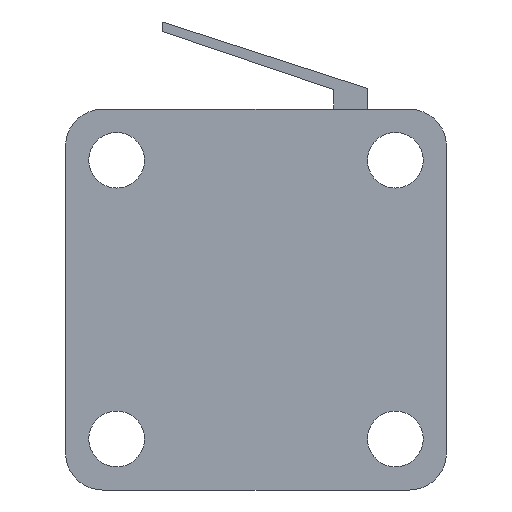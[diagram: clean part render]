
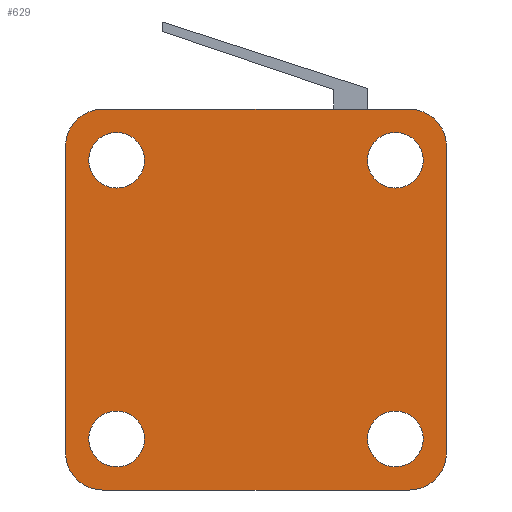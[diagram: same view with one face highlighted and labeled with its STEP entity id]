
A CAD part, front view. The second image highlights one B-rep face of the part: STEP entity #629.
In plain terms, the highlighted planar face has unit normal (0, -1, 0).
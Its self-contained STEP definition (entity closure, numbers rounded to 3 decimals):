
#5 = DIRECTION ( 'NONE',  ( 0., 0., -1. ) ) ;
#21 = AXIS2_PLACEMENT_3D ( 'NONE', #273, #669, #745 ) ;
#26 = ORIENTED_EDGE ( 'NONE', *, *, #536, .F. ) ;
#38 = CARTESIAN_POINT ( 'NONE',  ( 0., 0., 0. ) ) ;
#40 = CIRCLE ( 'NONE', #585, 1.5 ) ;
#43 = VERTEX_POINT ( 'NONE', #96 ) ;
#51 = VECTOR ( 'NONE', #495, 1000. ) ;
#56 = DIRECTION ( 'NONE',  ( 0., 0., -1. ) ) ;
#57 = CARTESIAN_POINT ( 'NONE',  ( 2.75, 0., -2.75 ) ) ;
#62 = EDGE_CURVE ( 'NONE', #662, #740, #339, .T. ) ;
#75 = DIRECTION ( 'NONE',  ( 0., 0., -1. ) ) ;
#81 = EDGE_LOOP ( 'NONE', ( #222, #996 ) ) ;
#89 = AXIS2_PLACEMENT_3D ( 'NONE', #914, #132, #216 ) ;
#96 = CARTESIAN_POINT ( 'NONE',  ( 17.75, 0., -4.25 ) ) ;
#108 = VECTOR ( 'NONE', #230, 1000. ) ;
#111 = CARTESIAN_POINT ( 'NONE',  ( 17.75, 0., -2.75 ) ) ;
#114 = CARTESIAN_POINT ( 'NONE',  ( 20.5, 0., 0. ) ) ;
#115 = CARTESIAN_POINT ( 'NONE',  ( 2., 0., 0. ) ) ;
#116 = AXIS2_PLACEMENT_3D ( 'NONE', #283, #360, #133 ) ;
#118 = DIRECTION ( 'NONE',  ( 1., 0., 0. ) ) ;
#121 = ORIENTED_EDGE ( 'NONE', *, *, #516, .T. ) ;
#128 = AXIS2_PLACEMENT_3D ( 'NONE', #294, #790, #5 ) ;
#131 = CARTESIAN_POINT ( 'NONE',  ( 18.5, 0., -2. ) ) ;
#132 = DIRECTION ( 'NONE',  ( 0., 1., 0. ) ) ;
#133 = DIRECTION ( 'NONE',  ( 0., 0., -1. ) ) ;
#138 = EDGE_CURVE ( 'NONE', #202, #249, #500, .T. ) ;
#140 = DIRECTION ( 'NONE',  ( 0., -1., 0. ) ) ;
#144 = AXIS2_PLACEMENT_3D ( 'NONE', #732, #322, #493 ) ;
#160 = ORIENTED_EDGE ( 'NONE', *, *, #762, .T. ) ;
#161 = CIRCLE ( 'NONE', #763, 2. ) ;
#187 = VERTEX_POINT ( 'NONE', #381 ) ;
#191 = AXIS2_PLACEMENT_3D ( 'NONE', #467, #233, #394 ) ;
#192 = DIRECTION ( 'NONE',  ( 0., 1., 0. ) ) ;
#196 = CARTESIAN_POINT ( 'NONE',  ( 0., 0., 0. ) ) ;
#202 = VERTEX_POINT ( 'NONE', #268 ) ;
#210 = LINE ( 'NONE', #38, #51 ) ;
#214 = DIRECTION ( 'NONE',  ( 0., 0., -1. ) ) ;
#216 = DIRECTION ( 'NONE',  ( 0., 0., 1. ) ) ;
#219 = AXIS2_PLACEMENT_3D ( 'NONE', #57, #192, #267 ) ;
#222 = ORIENTED_EDGE ( 'NONE', *, *, #637, .T. ) ;
#223 = DIRECTION ( 'NONE',  ( 0., 0., -1. ) ) ;
#230 = DIRECTION ( 'NONE',  ( -1., 0., 0. ) ) ;
#233 = DIRECTION ( 'NONE',  ( 0., 1., 0. ) ) ;
#249 = VERTEX_POINT ( 'NONE', #788 ) ;
#267 = DIRECTION ( 'NONE',  ( 0., 0., 1. ) ) ;
#268 = CARTESIAN_POINT ( 'NONE',  ( 20.5, 0., -2. ) ) ;
#273 = CARTESIAN_POINT ( 'NONE',  ( 0., 0., 0. ) ) ;
#283 = CARTESIAN_POINT ( 'NONE',  ( 17.75, 0., -17.75 ) ) ;
#286 = DIRECTION ( 'NONE',  ( 0., -1., 0. ) ) ;
#290 = VECTOR ( 'NONE', #481, 1000. ) ;
#294 = CARTESIAN_POINT ( 'NONE',  ( 18.5, 0., -18.5 ) ) ;
#301 = LINE ( 'NONE', #620, #108 ) ;
#313 = CIRCLE ( 'NONE', #722, 1.5 ) ;
#322 = DIRECTION ( 'NONE',  ( 0., -1., 0. ) ) ;
#339 = CIRCLE ( 'NONE', #144, 2. ) ;
#345 = DIRECTION ( 'NONE',  ( 0., 1., 0. ) ) ;
#348 = DIRECTION ( 'NONE',  ( 0., 0., -1. ) ) ;
#359 = EDGE_CURVE ( 'NONE', #756, #921, #846, .T. ) ;
#360 = DIRECTION ( 'NONE',  ( 0., 1., 0. ) ) ;
#366 = CARTESIAN_POINT ( 'NONE',  ( 2.75, 0., -1.25 ) ) ;
#371 = DIRECTION ( 'NONE',  ( 0., 1., 0. ) ) ;
#379 = VERTEX_POINT ( 'NONE', #949 ) ;
#381 = CARTESIAN_POINT ( 'NONE',  ( 18.5, 0., -20.5 ) ) ;
#394 = DIRECTION ( 'NONE',  ( 0., 0., 1. ) ) ;
#403 = CIRCLE ( 'NONE', #128, 2. ) ;
#410 = ORIENTED_EDGE ( 'NONE', *, *, #791, .T. ) ;
#422 = CARTESIAN_POINT ( 'NONE',  ( 17.75, 0., -16.25 ) ) ;
#439 = LINE ( 'NONE', #196, #685 ) ;
#449 = CARTESIAN_POINT ( 'NONE',  ( 2.75, 0., -19.25 ) ) ;
#450 = ORIENTED_EDGE ( 'NONE', *, *, #899, .T. ) ;
#462 = CIRCLE ( 'NONE', #219, 1.5 ) ;
#467 = CARTESIAN_POINT ( 'NONE',  ( 2.75, 0., -2.75 ) ) ;
#481 = DIRECTION ( 'NONE',  ( 0., 0., -1. ) ) ;
#489 = CIRCLE ( 'NONE', #89, 1.5 ) ;
#493 = DIRECTION ( 'NONE',  ( 0., 0., -1. ) ) ;
#495 = DIRECTION ( 'NONE',  ( 0., 0., 1. ) ) ;
#499 = CARTESIAN_POINT ( 'NONE',  ( 0., 0., -18.5 ) ) ;
#500 = LINE ( 'NONE', #114, #290 ) ;
#502 = DIRECTION ( 'NONE',  ( 0., 1., 0. ) ) ;
#508 = PLANE ( 'NONE',  #21 ) ;
#516 = EDGE_CURVE ( 'NONE', #550, #43, #40, .T. ) ;
#518 = FACE_OUTER_BOUND ( 'NONE', #696, .T. ) ;
#525 = ORIENTED_EDGE ( 'NONE', *, *, #138, .F. ) ;
#526 = CARTESIAN_POINT ( 'NONE',  ( 17.75, 0., -19.25 ) ) ;
#536 = EDGE_CURVE ( 'NONE', #662, #711, #210, .T. ) ;
#549 = FACE_BOUND ( 'NONE', #848, .T. ) ;
#550 = VERTEX_POINT ( 'NONE', #567 ) ;
#560 = CIRCLE ( 'NONE', #775, 1.5 ) ;
#567 = CARTESIAN_POINT ( 'NONE',  ( 17.75, 0., -1.25 ) ) ;
#576 = VERTEX_POINT ( 'NONE', #115 ) ;
#580 = CARTESIAN_POINT ( 'NONE',  ( 2.75, 0., -17.75 ) ) ;
#585 = AXIS2_PLACEMENT_3D ( 'NONE', #111, #648, #650 ) ;
#591 = CARTESIAN_POINT ( 'NONE',  ( 17.75, 0., -17.75 ) ) ;
#610 = CARTESIAN_POINT ( 'NONE',  ( 2.75, 0., -4.25 ) ) ;
#620 = CARTESIAN_POINT ( 'NONE',  ( 0., 0., -20.5 ) ) ;
#622 = EDGE_CURVE ( 'NONE', #723, #918, #313, .T. ) ;
#623 = CARTESIAN_POINT ( 'NONE',  ( 2.75, 0., -17.75 ) ) ;
#627 = ORIENTED_EDGE ( 'NONE', *, *, #688, .F. ) ;
#629 = ADVANCED_FACE ( 'NONE', ( #975, #710, #518, #915, #549 ), #508, .T. ) ;
#637 = EDGE_CURVE ( 'NONE', #921, #756, #462, .T. ) ;
#643 = CIRCLE ( 'NONE', #785, 2. ) ;
#648 = DIRECTION ( 'NONE',  ( 0., 1., 0. ) ) ;
#650 = DIRECTION ( 'NONE',  ( 0., 0., 1. ) ) ;
#662 = VERTEX_POINT ( 'NONE', #499 ) ;
#669 = DIRECTION ( 'NONE',  ( 0., -1., 0. ) ) ;
#677 = CARTESIAN_POINT ( 'NONE',  ( 0., 0., -2. ) ) ;
#685 = VECTOR ( 'NONE', #118, 1000. ) ;
#686 = ORIENTED_EDGE ( 'NONE', *, *, #851, .T. ) ;
#688 = EDGE_CURVE ( 'NONE', #576, #379, #439, .T. ) ;
#691 = VERTEX_POINT ( 'NONE', #831 ) ;
#696 = EDGE_LOOP ( 'NONE', ( #26, #855, #964, #686, #525, #986, #627, #410 ) ) ;
#708 = EDGE_CURVE ( 'NONE', #691, #905, #983, .T. ) ;
#710 = FACE_BOUND ( 'NONE', #81, .T. ) ;
#711 = VERTEX_POINT ( 'NONE', #677 ) ;
#722 = AXIS2_PLACEMENT_3D ( 'NONE', #591, #502, #56 ) ;
#723 = VERTEX_POINT ( 'NONE', #422 ) ;
#724 = AXIS2_PLACEMENT_3D ( 'NONE', #580, #345, #348 ) ;
#732 = CARTESIAN_POINT ( 'NONE',  ( 2., 0., -18.5 ) ) ;
#737 = ORIENTED_EDGE ( 'NONE', *, *, #708, .T. ) ;
#740 = VERTEX_POINT ( 'NONE', #757 ) ;
#744 = EDGE_CURVE ( 'NONE', #918, #723, #847, .T. ) ;
#745 = DIRECTION ( 'NONE',  ( 0., 0., -1. ) ) ;
#756 = VERTEX_POINT ( 'NONE', #366 ) ;
#757 = CARTESIAN_POINT ( 'NONE',  ( 2., 0., -20.5 ) ) ;
#762 = EDGE_CURVE ( 'NONE', #43, #550, #489, .T. ) ;
#763 = AXIS2_PLACEMENT_3D ( 'NONE', #131, #286, #223 ) ;
#764 = CARTESIAN_POINT ( 'NONE',  ( 2., 0., -2. ) ) ;
#775 = AXIS2_PLACEMENT_3D ( 'NONE', #623, #371, #75 ) ;
#784 = EDGE_LOOP ( 'NONE', ( #160, #121 ) ) ;
#785 = AXIS2_PLACEMENT_3D ( 'NONE', #764, #140, #214 ) ;
#788 = CARTESIAN_POINT ( 'NONE',  ( 20.5, 0., -18.5 ) ) ;
#790 = DIRECTION ( 'NONE',  ( 0., -1., 0. ) ) ;
#791 = EDGE_CURVE ( 'NONE', #576, #711, #643, .T. ) ;
#809 = EDGE_CURVE ( 'NONE', #202, #379, #161, .T. ) ;
#831 = CARTESIAN_POINT ( 'NONE',  ( 2.75, 0., -16.25 ) ) ;
#846 = CIRCLE ( 'NONE', #191, 1.5 ) ;
#847 = CIRCLE ( 'NONE', #116, 1.5 ) ;
#848 = EDGE_LOOP ( 'NONE', ( #450, #737 ) ) ;
#851 = EDGE_CURVE ( 'NONE', #187, #249, #403, .T. ) ;
#855 = ORIENTED_EDGE ( 'NONE', *, *, #62, .T. ) ;
#859 = ORIENTED_EDGE ( 'NONE', *, *, #744, .T. ) ;
#869 = EDGE_LOOP ( 'NONE', ( #859, #875 ) ) ;
#875 = ORIENTED_EDGE ( 'NONE', *, *, #622, .T. ) ;
#886 = EDGE_CURVE ( 'NONE', #187, #740, #301, .T. ) ;
#899 = EDGE_CURVE ( 'NONE', #905, #691, #560, .T. ) ;
#905 = VERTEX_POINT ( 'NONE', #449 ) ;
#914 = CARTESIAN_POINT ( 'NONE',  ( 17.75, 0., -2.75 ) ) ;
#915 = FACE_BOUND ( 'NONE', #784, .T. ) ;
#918 = VERTEX_POINT ( 'NONE', #526 ) ;
#921 = VERTEX_POINT ( 'NONE', #610 ) ;
#949 = CARTESIAN_POINT ( 'NONE',  ( 18.5, 0., 0. ) ) ;
#964 = ORIENTED_EDGE ( 'NONE', *, *, #886, .F. ) ;
#975 = FACE_BOUND ( 'NONE', #869, .T. ) ;
#983 = CIRCLE ( 'NONE', #724, 1.5 ) ;
#986 = ORIENTED_EDGE ( 'NONE', *, *, #809, .T. ) ;
#996 = ORIENTED_EDGE ( 'NONE', *, *, #359, .T. ) ;
